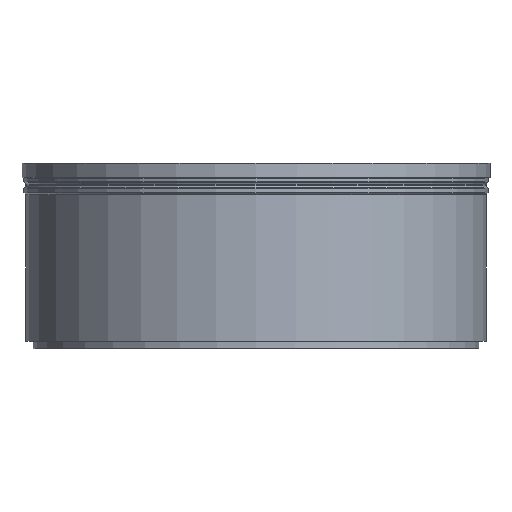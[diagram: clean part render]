
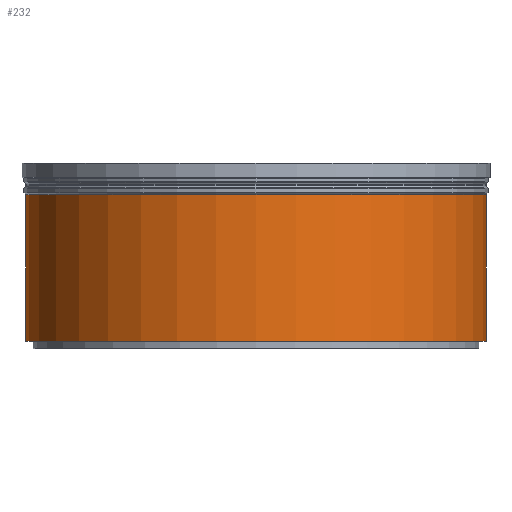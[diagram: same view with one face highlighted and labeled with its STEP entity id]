
A CAD part, front view. The second image highlights one B-rep face of the part: STEP entity #232.
In plain terms, the highlighted cylindrical face has radius 393.7 mm (diameter 787.4 mm), a full revolution.
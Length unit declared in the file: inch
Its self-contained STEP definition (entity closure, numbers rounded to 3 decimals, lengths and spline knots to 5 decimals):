
#24=CYLINDRICAL_SURFACE('',#279,15.5);
#47=FACE_BOUND('',#105,.T.);
#67=FACE_OUTER_BOUND('',#104,.T.);
#104=EDGE_LOOP('',(#204));
#105=EDGE_LOOP('',(#205));
#127=CIRCLE('',#276,15.5);
#128=CIRCLE('',#278,15.5);
#147=VERTEX_POINT('',#416);
#148=VERTEX_POINT('',#419);
#167=EDGE_CURVE('',#147,#147,#127,.T.);
#168=EDGE_CURVE('',#148,#148,#128,.T.);
#204=ORIENTED_EDGE('',*,*,#167,.F.);
#205=ORIENTED_EDGE('',*,*,#168,.F.);
#232=ADVANCED_FACE('',(#67,#47),#24,.T.);
#276=AXIS2_PLACEMENT_3D('',#417,#351,#352);
#278=AXIS2_PLACEMENT_3D('',#420,#355,#356);
#279=AXIS2_PLACEMENT_3D('',#421,#357,#358);
#351=DIRECTION('center_axis',(0.,0.,-1.));
#352=DIRECTION('ref_axis',(-1.,0.,0.));
#355=DIRECTION('center_axis',(0.,0.,1.));
#356=DIRECTION('ref_axis',(-1.,0.,0.));
#357=DIRECTION('center_axis',(0.,0.,1.));
#358=DIRECTION('ref_axis',(-1.,0.,0.));
#416=CARTESIAN_POINT('',(15.5,0.,0.));
#417=CARTESIAN_POINT('Origin',(0.,0.,0.));
#419=CARTESIAN_POINT('',(15.5,0.,9.885));
#420=CARTESIAN_POINT('Origin',(0.,0.,9.885));
#421=CARTESIAN_POINT('Origin',(0.,0.,0.));
